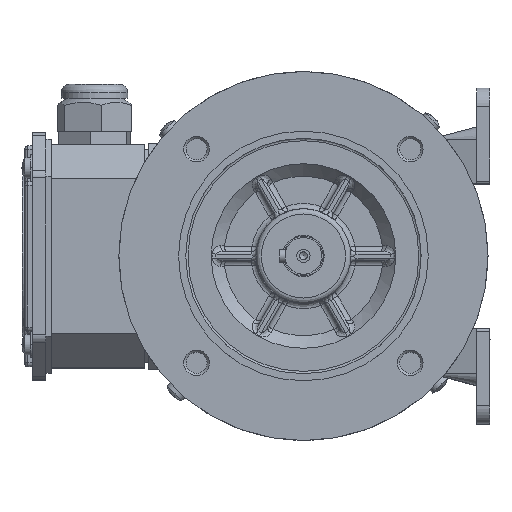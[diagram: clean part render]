
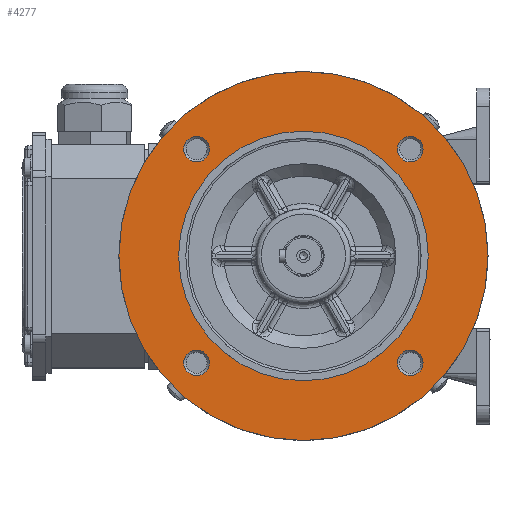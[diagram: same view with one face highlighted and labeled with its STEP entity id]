
A CAD part, top view. The second image highlights one B-rep face of the part: STEP entity #4277.
In plain terms, the highlighted planar face has unit normal (0, 0, 1).
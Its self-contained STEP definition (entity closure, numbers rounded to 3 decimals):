
#1041=FACE_BOUND('',#10486,.T.);
#1042=FACE_BOUND('',#10487,.T.);
#1043=FACE_BOUND('',#10488,.T.);
#1044=FACE_BOUND('',#10489,.T.);
#1045=FACE_BOUND('',#10490,.T.);
#1046=FACE_BOUND('',#10491,.T.);
#2049=PLANE('',#52331);
#4277=ADVANCED_FACE('',(#1041,#1042,#1043,#1044,#1045,#1046),#2049,.F.);
#10486=EDGE_LOOP('',(#26014));
#10487=EDGE_LOOP('',(#26015));
#10488=EDGE_LOOP('',(#26016));
#10489=EDGE_LOOP('',(#26017));
#10490=EDGE_LOOP('',(#26018));
#10491=EDGE_LOOP('',(#26019));
#26014=ORIENTED_EDGE('',*,*,#43768,.F.);
#26015=ORIENTED_EDGE('',*,*,#43774,.F.);
#26016=ORIENTED_EDGE('',*,*,#43775,.T.);
#26017=ORIENTED_EDGE('',*,*,#43407,.T.);
#26018=ORIENTED_EDGE('',*,*,#43771,.F.);
#26019=ORIENTED_EDGE('',*,*,#43765,.F.);
#38050=VERTEX_POINT('',#73182);
#38254=VERTEX_POINT('',#76408);
#38257=VERTEX_POINT('',#76417);
#38260=VERTEX_POINT('',#76426);
#38263=VERTEX_POINT('',#76435);
#38264=VERTEX_POINT('',#76438);
#43407=EDGE_CURVE('',#38050,#38050,#49879,.T.);
#43765=EDGE_CURVE('',#38254,#38254,#50008,.T.);
#43768=EDGE_CURVE('',#38257,#38257,#50011,.T.);
#43771=EDGE_CURVE('',#38260,#38260,#50014,.T.);
#43774=EDGE_CURVE('',#38263,#38263,#50017,.T.);
#43775=EDGE_CURVE('',#38264,#38264,#50018,.T.);
#49879=CIRCLE('',#51986,47.5);
#50008=CIRCLE('',#52199,4.88);
#50011=CIRCLE('',#52205,4.88);
#50014=CIRCLE('',#52211,4.88);
#50017=CIRCLE('',#52217,4.88);
#50018=CIRCLE('',#52219,70.24);
#51986=AXIS2_PLACEMENT_3D('',#73181,#57789,#57790);
#52199=AXIS2_PLACEMENT_3D('',#76407,#58300,#58301);
#52205=AXIS2_PLACEMENT_3D('',#76416,#58312,#58313);
#52211=AXIS2_PLACEMENT_3D('',#76425,#58324,#58325);
#52217=AXIS2_PLACEMENT_3D('',#76434,#58336,#58337);
#52219=AXIS2_PLACEMENT_3D('',#76437,#58340,#58341);
#52331=AXIS2_PLACEMENT_3D('',#77787,#58614,#58615);
#57789=DIRECTION('',(0.,0.,-1.));
#57790=DIRECTION('',(1.,0.,0.));
#58300=DIRECTION('',(0.,0.,1.));
#58301=DIRECTION('',(1.,0.,0.));
#58312=DIRECTION('',(0.,0.,1.));
#58313=DIRECTION('',(1.,0.,0.));
#58324=DIRECTION('',(0.,0.,1.));
#58325=DIRECTION('',(1.,0.,0.));
#58336=DIRECTION('',(0.,0.,1.));
#58337=DIRECTION('',(1.,0.,0.));
#58340=DIRECTION('',(0.,0.,1.));
#58341=DIRECTION('',(1.,0.,0.));
#58614=DIRECTION('',(0.,0.,-1.));
#58615=DIRECTION('',(1.,0.,0.));
#73181=CARTESIAN_POINT('',(0.,0.,32.));
#73182=CARTESIAN_POINT('',(47.5,0.,32.));
#76407=CARTESIAN_POINT('',(40.659,-40.659,32.));
#76408=CARTESIAN_POINT('',(45.539,-40.659,32.));
#76416=CARTESIAN_POINT('',(40.659,40.659,32.));
#76417=CARTESIAN_POINT('',(45.539,40.659,32.));
#76425=CARTESIAN_POINT('',(-40.659,40.659,32.));
#76426=CARTESIAN_POINT('',(-35.779,40.659,32.));
#76434=CARTESIAN_POINT('',(-40.659,-40.659,32.));
#76435=CARTESIAN_POINT('',(-35.779,-40.659,32.));
#76437=CARTESIAN_POINT('',(0.,0.,32.));
#76438=CARTESIAN_POINT('',(70.24,0.,32.));
#77787=CARTESIAN_POINT('',(0.,0.,32.));
